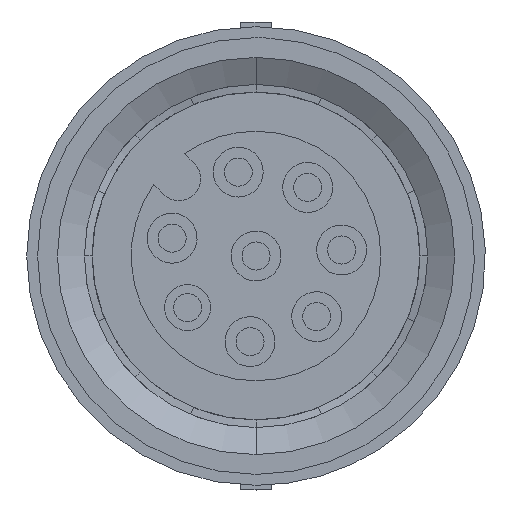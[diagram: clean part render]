
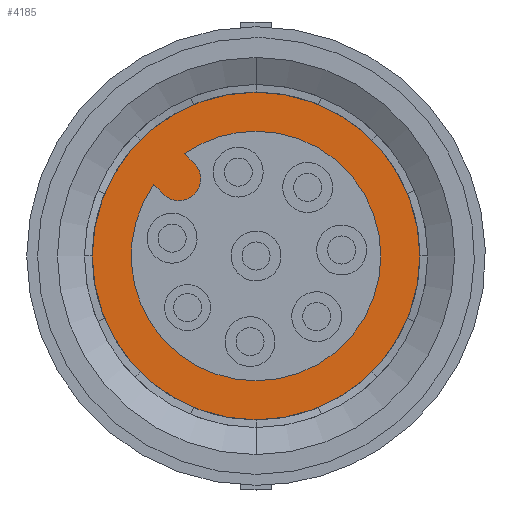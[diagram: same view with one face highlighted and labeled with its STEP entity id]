
A CAD part, left-side view. The second image highlights one B-rep face of the part: STEP entity #4185.
In plain terms, the highlighted face is planar.
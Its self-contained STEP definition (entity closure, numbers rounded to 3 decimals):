
#604=VECTOR('',#5443,1.);
#605=VECTOR('',#5450,1.);
#867=LINE('',#9341,#604);
#868=LINE('',#9349,#605);
#1347=VERTEX_POINT('',#9333);
#1348=VERTEX_POINT('',#9335);
#1349=VERTEX_POINT('',#9339);
#1350=VERTEX_POINT('',#9340);
#1351=VERTEX_POINT('',#9342);
#1352=VERTEX_POINT('',#9344);
#1353=VERTEX_POINT('',#9346);
#1354=VERTEX_POINT('',#9348);
#1355=VERTEX_POINT('',#9350);
#1583=CIRCLE('',#4551,5.25);
#1584=CIRCLE('',#4553,0.7);
#1585=CIRCLE('',#4554,4.);
#1586=CIRCLE('',#4555,4.);
#1587=CIRCLE('',#4556,4.);
#1588=CIRCLE('',#4557,0.7);
#1589=CIRCLE('',#4558,5.25);
#2138=EDGE_CURVE('',#1348,#1347,#1583,.T.);
#2140=EDGE_CURVE('',#1349,#1350,#1584,.T.);
#2141=EDGE_CURVE('',#1350,#1351,#867,.T.);
#2142=EDGE_CURVE('',#1351,#1352,#1585,.T.);
#2143=EDGE_CURVE('',#1352,#1353,#1586,.T.);
#2144=EDGE_CURVE('',#1353,#1354,#1587,.T.);
#2145=EDGE_CURVE('',#1354,#1355,#868,.T.);
#2146=EDGE_CURVE('',#1355,#1349,#1588,.T.);
#2147=EDGE_CURVE('',#1347,#1348,#1589,.T.);
#3070=ORIENTED_EDGE('',*,*,#2140,.T.);
#3071=ORIENTED_EDGE('',*,*,#2141,.T.);
#3072=ORIENTED_EDGE('',*,*,#2142,.T.);
#3073=ORIENTED_EDGE('',*,*,#2143,.T.);
#3074=ORIENTED_EDGE('',*,*,#2144,.T.);
#3075=ORIENTED_EDGE('',*,*,#2145,.T.);
#3076=ORIENTED_EDGE('',*,*,#2146,.T.);
#3077=ORIENTED_EDGE('',*,*,#2138,.T.);
#3078=ORIENTED_EDGE('',*,*,#2147,.T.);
#3662=EDGE_LOOP('',(#3070,#3071,#3072,#3073,#3074,#3075,#3076));
#3663=EDGE_LOOP('',(#3077,#3078));
#3931=FACE_BOUND('',#3662,.T.);
#3932=FACE_BOUND('',#3663,.T.);
#4185=ADVANCED_FACE('',(#3931,#3932),#9709,.T.);
#4551=AXIS2_PLACEMENT_3D('',#9334,#5437,#5438);
#4552=AXIS2_PLACEMENT_3D('',#9337,#5440,$);
#4553=AXIS2_PLACEMENT_3D('',#9338,#5441,#5442);
#4554=AXIS2_PLACEMENT_3D('',#9343,#5444,#5445);
#4555=AXIS2_PLACEMENT_3D('',#9345,#5446,#5447);
#4556=AXIS2_PLACEMENT_3D('',#9347,#5448,#5449);
#4557=AXIS2_PLACEMENT_3D('',#9351,#5451,#5452);
#4558=AXIS2_PLACEMENT_3D('',#9352,#5453,#5454);
#5437=DIRECTION('',(0.,0.,-1.));
#5438=DIRECTION('',(-3.712,3.712,0.));
#5440=DIRECTION('',(0.,0.,-1.));
#5441=DIRECTION('',(0.,0.,-1.));
#5442=DIRECTION('',(0.,0.7,0.));
#5443=DIRECTION('',(0.,1.,0.));
#5444=DIRECTION('',(0.,0.,1.));
#5445=DIRECTION('',(2.828,-2.828,0.));
#5446=DIRECTION('',(0.,0.,1.));
#5447=DIRECTION('',(2.828,-2.828,0.));
#5448=DIRECTION('',(0.,0.,1.));
#5449=DIRECTION('',(2.828,-2.828,0.));
#5450=DIRECTION('',(0.,-1.,0.));
#5451=DIRECTION('',(0.,0.,-1.));
#5452=DIRECTION('',(0.,0.7,0.));
#5453=DIRECTION('',(0.,0.,-1.));
#5454=DIRECTION('',(-3.712,3.712,0.));
#9333=CARTESIAN_POINT('',(24.566,29.527,-1.));
#9334=CARTESIAN_POINT('',(20.854,33.239,-1.));
#9335=CARTESIAN_POINT('',(17.141,36.951,-1.));
#9337=CARTESIAN_POINT('',(18.67,33.161,-1.));
#9338=CARTESIAN_POINT('',(20.854,36.739,-1.));
#9339=CARTESIAN_POINT('',(20.854,36.039,-1.));
#9340=CARTESIAN_POINT('',(20.154,36.739,-1.));
#9341=CARTESIAN_POINT('',(20.154,36.739,-1.));
#9342=CARTESIAN_POINT('',(20.154,37.177,-1.));
#9343=CARTESIAN_POINT('',(20.854,33.239,-1.));
#9344=CARTESIAN_POINT('',(18.025,36.068,-1.));
#9345=CARTESIAN_POINT('',(20.854,33.239,-1.));
#9346=CARTESIAN_POINT('',(23.682,30.411,-1.));
#9347=CARTESIAN_POINT('',(20.854,33.239,-1.));
#9348=CARTESIAN_POINT('',(21.554,37.177,-1.));
#9349=CARTESIAN_POINT('',(21.554,37.177,-1.));
#9350=CARTESIAN_POINT('',(21.554,36.739,-1.));
#9351=CARTESIAN_POINT('',(20.854,36.739,-1.));
#9352=CARTESIAN_POINT('',(20.854,33.239,-1.));
#9709=PLANE('',#4552);
